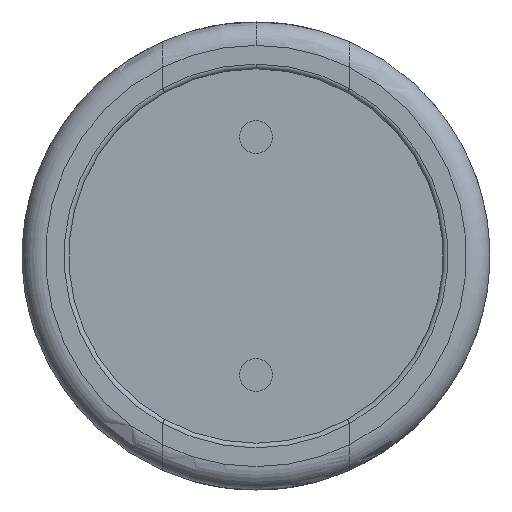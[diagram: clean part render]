
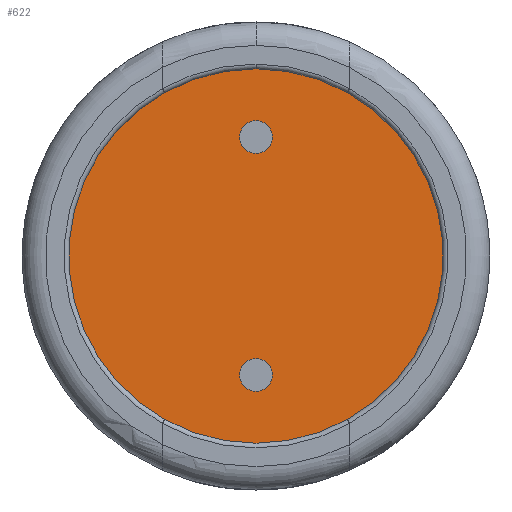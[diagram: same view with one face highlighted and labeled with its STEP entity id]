
A CAD part, front view. The second image highlights one B-rep face of the part: STEP entity #622.
In plain terms, the highlighted planar face has unit normal (0, -1, 0).
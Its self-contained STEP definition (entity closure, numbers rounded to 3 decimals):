
#5 = ORIENTED_EDGE ( 'NONE', *, *, #212, .T. ) ;
#67 = DIRECTION ( 'NONE',  ( 0., -1., 0. ) ) ;
#73 = CARTESIAN_POINT ( 'NONE',  ( 0., 0.1, 2.54 ) ) ;
#180 = CARTESIAN_POINT ( 'NONE',  ( 0., 0.1, 0. ) ) ;
#183 = CARTESIAN_POINT ( 'NONE',  ( 0., 0.1, 4. ) ) ;
#187 = DIRECTION ( 'NONE',  ( 0., -1., 0. ) ) ;
#189 = FACE_BOUND ( 'NONE', #1747, .T. ) ;
#212 = EDGE_CURVE ( 'NONE', #443, #2283, #835, .T. ) ;
#213 = VERTEX_POINT ( 'NONE', #675 ) ;
#261 = CARTESIAN_POINT ( 'NONE',  ( 0., 0.1, 0. ) ) ;
#295 = CARTESIAN_POINT ( 'NONE',  ( -1.951, 0.1, -3.492 ) ) ;
#329 = VERTEX_POINT ( 'NONE', #183 ) ;
#331 = CARTESIAN_POINT ( 'NONE',  ( 0., 0.1, 2.19 ) ) ;
#437 = DIRECTION ( 'NONE',  ( 0., -1., 0. ) ) ;
#443 = VERTEX_POINT ( 'NONE', #2267 ) ;
#454 = EDGE_CURVE ( 'NONE', #515, #1884, #2499, .T. ) ;
#515 = VERTEX_POINT ( 'NONE', #2459 ) ;
#535 = DIRECTION ( 'NONE',  ( 0., -1., 0. ) ) ;
#559 = DIRECTION ( 'NONE',  ( 0., -1., 0. ) ) ;
#570 = CIRCLE ( 'NONE', #828, 0.35 ) ;
#622 = ADVANCED_FACE ( 'NONE', ( #2017, #2844, #189 ), #1045, .T. ) ;
#675 = CARTESIAN_POINT ( 'NONE',  ( 0., 0.1, 2.89 ) ) ;
#682 = DIRECTION ( 'NONE',  ( 0., -1., 0. ) ) ;
#692 = DIRECTION ( 'NONE',  ( 0., 0., -1. ) ) ;
#741 = CARTESIAN_POINT ( 'NONE',  ( 0., 0.1, -2.89 ) ) ;
#764 = EDGE_CURVE ( 'NONE', #3060, #1888, #570, .T. ) ;
#822 = EDGE_CURVE ( 'NONE', #1888, #3060, #2842, .T. ) ;
#828 = AXIS2_PLACEMENT_3D ( 'NONE', #1460, #1222, #949 ) ;
#829 = DIRECTION ( 'NONE',  ( 0., -1., 0. ) ) ;
#835 = CIRCLE ( 'NONE', #2916, 4. ) ;
#863 = CARTESIAN_POINT ( 'NONE',  ( 0., 0.1, 2.54 ) ) ;
#893 = ORIENTED_EDGE ( 'NONE', *, *, #822, .F. ) ;
#923 = CARTESIAN_POINT ( 'NONE',  ( 0., 0.1, -2.19 ) ) ;
#927 = CIRCLE ( 'NONE', #3007, 0.35 ) ;
#949 = DIRECTION ( 'NONE',  ( 0., 0., -1. ) ) ;
#968 = DIRECTION ( 'NONE',  ( 0., -1., 0. ) ) ;
#980 = DIRECTION ( 'NONE',  ( 0., 0., -1. ) ) ;
#1038 = DIRECTION ( 'NONE',  ( 0., 0., -1. ) ) ;
#1045 = PLANE ( 'NONE',  #1341 ) ;
#1153 = CIRCLE ( 'NONE', #1963, 4. ) ;
#1160 = EDGE_LOOP ( 'NONE', ( #893, #2329 ) ) ;
#1166 = CARTESIAN_POINT ( 'NONE',  ( 0., 0.1, 0. ) ) ;
#1184 = AXIS2_PLACEMENT_3D ( 'NONE', #2244, #67, #1038 ) ;
#1193 = DIRECTION ( 'NONE',  ( 0., 0., -1. ) ) ;
#1222 = DIRECTION ( 'NONE',  ( 0., -1., 0. ) ) ;
#1332 = VERTEX_POINT ( 'NONE', #331 ) ;
#1341 = AXIS2_PLACEMENT_3D ( 'NONE', #2238, #535, #2231 ) ;
#1367 = CIRCLE ( 'NONE', #2989, 0.35 ) ;
#1373 = EDGE_CURVE ( 'NONE', #213, #1332, #1367, .T. ) ;
#1460 = CARTESIAN_POINT ( 'NONE',  ( 0., 0.1, -2.54 ) ) ;
#1508 = AXIS2_PLACEMENT_3D ( 'NONE', #2606, #682, #2374 ) ;
#1543 = CIRCLE ( 'NONE', #1830, 4. ) ;
#1618 = CIRCLE ( 'NONE', #2304, 4. ) ;
#1625 = ORIENTED_EDGE ( 'NONE', *, *, #454, .T. ) ;
#1747 = EDGE_LOOP ( 'NONE', ( #2809, #2481 ) ) ;
#1830 = AXIS2_PLACEMENT_3D ( 'NONE', #2883, #968, #980 ) ;
#1884 = VERTEX_POINT ( 'NONE', #2821 ) ;
#1888 = VERTEX_POINT ( 'NONE', #923 ) ;
#1918 = DIRECTION ( 'NONE',  ( 0., -1., 0. ) ) ;
#1958 = ORIENTED_EDGE ( 'NONE', *, *, #3059, .T. ) ;
#1963 = AXIS2_PLACEMENT_3D ( 'NONE', #180, #187, #2837 ) ;
#2001 = EDGE_CURVE ( 'NONE', #1332, #213, #927, .T. ) ;
#2017 = FACE_BOUND ( 'NONE', #1160, .T. ) ;
#2231 = DIRECTION ( 'NONE',  ( 0., 0., -1. ) ) ;
#2238 = CARTESIAN_POINT ( 'NONE',  ( 0., 0.1, 0. ) ) ;
#2244 = CARTESIAN_POINT ( 'NONE',  ( 0., 0.1, 0. ) ) ;
#2267 = CARTESIAN_POINT ( 'NONE',  ( -1.951, 0.1, 3.492 ) ) ;
#2283 = VERTEX_POINT ( 'NONE', #295 ) ;
#2304 = AXIS2_PLACEMENT_3D ( 'NONE', #261, #1918, #1193 ) ;
#2324 = ORIENTED_EDGE ( 'NONE', *, *, #2456, .T. ) ;
#2329 = ORIENTED_EDGE ( 'NONE', *, *, #764, .F. ) ;
#2374 = DIRECTION ( 'NONE',  ( 0., 0., -1. ) ) ;
#2447 = EDGE_LOOP ( 'NONE', ( #1625, #2324, #2777, #5, #1958 ) ) ;
#2456 = EDGE_CURVE ( 'NONE', #1884, #329, #1153, .T. ) ;
#2459 = CARTESIAN_POINT ( 'NONE',  ( 1.951, 0.1, -3.492 ) ) ;
#2481 = ORIENTED_EDGE ( 'NONE', *, *, #2001, .F. ) ;
#2493 = DIRECTION ( 'NONE',  ( 0., 0., -1. ) ) ;
#2499 = CIRCLE ( 'NONE', #1184, 4. ) ;
#2606 = CARTESIAN_POINT ( 'NONE',  ( 0., 0.1, -2.54 ) ) ;
#2777 = ORIENTED_EDGE ( 'NONE', *, *, #3033, .T. ) ;
#2809 = ORIENTED_EDGE ( 'NONE', *, *, #1373, .F. ) ;
#2821 = CARTESIAN_POINT ( 'NONE',  ( 1.951, 0.1, 3.492 ) ) ;
#2837 = DIRECTION ( 'NONE',  ( 0., 0., -1. ) ) ;
#2842 = CIRCLE ( 'NONE', #1508, 0.35 ) ;
#2844 = FACE_OUTER_BOUND ( 'NONE', #2447, .T. ) ;
#2883 = CARTESIAN_POINT ( 'NONE',  ( 0., 0.1, 0. ) ) ;
#2916 = AXIS2_PLACEMENT_3D ( 'NONE', #1166, #437, #692 ) ;
#2989 = AXIS2_PLACEMENT_3D ( 'NONE', #73, #559, #2493 ) ;
#3007 = AXIS2_PLACEMENT_3D ( 'NONE', #863, #829, #3017 ) ;
#3017 = DIRECTION ( 'NONE',  ( 0., 0., -1. ) ) ;
#3033 = EDGE_CURVE ( 'NONE', #329, #443, #1618, .T. ) ;
#3059 = EDGE_CURVE ( 'NONE', #2283, #515, #1543, .T. ) ;
#3060 = VERTEX_POINT ( 'NONE', #741 ) ;
